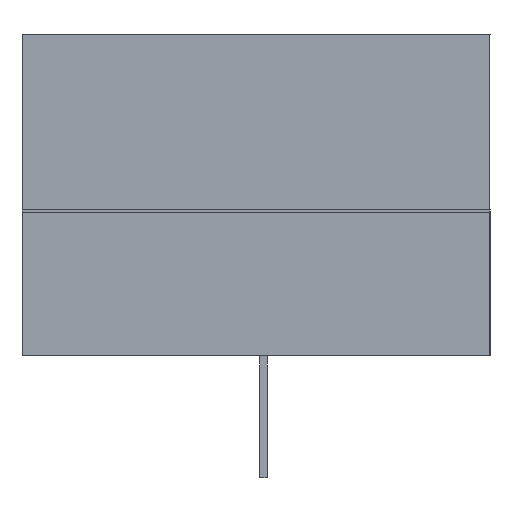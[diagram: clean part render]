
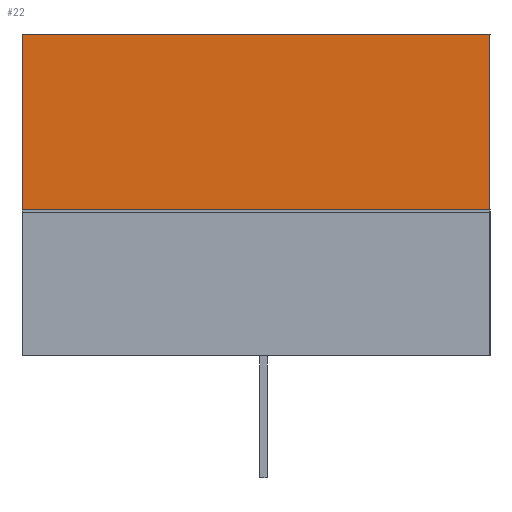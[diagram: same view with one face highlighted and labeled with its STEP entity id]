
A CAD part, left-side view. The second image highlights one B-rep face of the part: STEP entity #22.
In plain terms, the highlighted planar face has unit normal (-1, 0, 0).
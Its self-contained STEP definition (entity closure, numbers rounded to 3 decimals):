
#11 = EDGE_LOOP ( 'NONE', ( #26, #28, #27, #30 ) ) ;
#14 = VERTEX_POINT ( 'NONE', #140 ) ;
#21 = EDGE_CURVE ( 'NONE', #64, #14, #131, .T. ) ;
#22 = ADVANCED_FACE ( 'NONE', ( #127 ), #126, .F. ) ;
#23 = VERTEX_POINT ( 'NONE', #183 ) ;
#24 = VERTEX_POINT ( 'NONE', #182 ) ;
#25 = EDGE_CURVE ( 'NONE', #23, #24, #181, .T. ) ;
#26 = ORIENTED_EDGE ( 'NONE', *, *, #31, .T. ) ;
#27 = ORIENTED_EDGE ( 'NONE', *, *, #29, .T. ) ;
#28 = ORIENTED_EDGE ( 'NONE', *, *, #21, .F. ) ;
#29 = EDGE_CURVE ( 'NONE', #64, #24, #177, .T. ) ;
#30 = ORIENTED_EDGE ( 'NONE', *, *, #25, .F. ) ;
#31 = EDGE_CURVE ( 'NONE', #23, #14, #173, .T. ) ;
#64 = VERTEX_POINT ( 'NONE', #225 ) ;
#122 = DIRECTION ( 'NONE',  ( 0., 0., -1. ) ) ;
#123 = DIRECTION ( 'NONE',  ( 1., 0., 0. ) ) ;
#124 = CARTESIAN_POINT ( 'NONE',  ( -1.003, 0.8, 0. ) ) ;
#125 = AXIS2_PLACEMENT_3D ( 'NONE', #124, #123, #122 ) ;
#126 = PLANE ( 'NONE',  #125 ) ;
#127 = FACE_OUTER_BOUND ( 'NONE', #11, .T. ) ;
#128 = DIRECTION ( 'NONE',  ( 0., -1., 0. ) ) ;
#129 = VECTOR ( 'NONE', #128, 1000. ) ;
#130 = CARTESIAN_POINT ( 'NONE',  ( -1.003, 0.8, 0.61 ) ) ;
#131 = LINE ( 'NONE', #130, #129 ) ;
#140 = CARTESIAN_POINT ( 'NONE',  ( -1.003, -0.8, 0.61 ) ) ;
#170 = DIRECTION ( 'NONE',  ( 0., 0., 1. ) ) ;
#171 = VECTOR ( 'NONE', #170, 1000. ) ;
#172 = CARTESIAN_POINT ( 'NONE',  ( -1.003, -0.8, 0. ) ) ;
#173 = LINE ( 'NONE', #172, #171 ) ;
#174 = DIRECTION ( 'NONE',  ( 0., 0., -1. ) ) ;
#175 = VECTOR ( 'NONE', #174, 1000. ) ;
#176 = CARTESIAN_POINT ( 'NONE',  ( -1.003, 0.8, 0. ) ) ;
#177 = LINE ( 'NONE', #176, #175 ) ;
#178 = DIRECTION ( 'NONE',  ( 0., 1., 0. ) ) ;
#179 = VECTOR ( 'NONE', #178, 1000. ) ;
#180 = CARTESIAN_POINT ( 'NONE',  ( -1.003, -0.8, 0. ) ) ;
#181 = LINE ( 'NONE', #180, #179 ) ;
#182 = CARTESIAN_POINT ( 'NONE',  ( -1.003, 0.8, 0. ) ) ;
#183 = CARTESIAN_POINT ( 'NONE',  ( -1.003, -0.8, 0. ) ) ;
#225 = CARTESIAN_POINT ( 'NONE',  ( -1.003, 0.8, 0.61 ) ) ;
